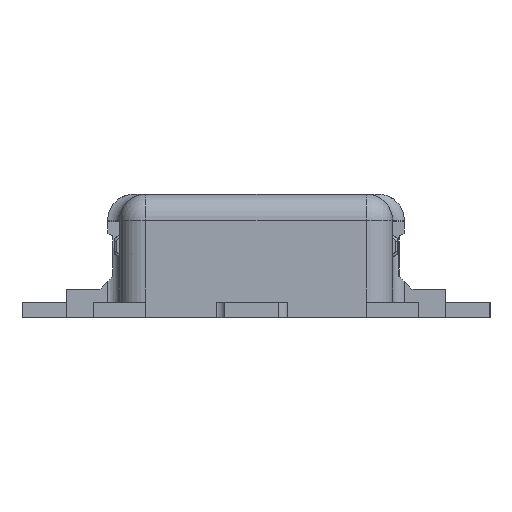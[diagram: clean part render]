
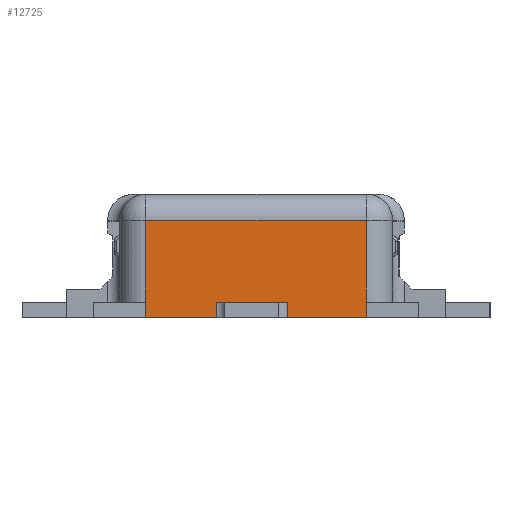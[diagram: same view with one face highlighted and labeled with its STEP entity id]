
A CAD part, left-side view. The second image highlights one B-rep face of the part: STEP entity #12725.
In plain terms, the highlighted planar face has unit normal (-1, 0, 0).
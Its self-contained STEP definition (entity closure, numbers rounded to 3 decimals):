
#3215=DIRECTION('',(0.,0.,-1.));
#3216=VECTOR('',#3215,0.315);
#3217=CARTESIAN_POINT('',(-4.13,0.425,0.375));
#3218=LINE('',#3217,#3216);
#3219=DIRECTION('',(0.,0.,-1.));
#3220=VECTOR('',#3219,0.06);
#3221=CARTESIAN_POINT('',(-4.13,-0.425,0.06));
#3222=LINE('',#3221,#3220);
#3223=DIRECTION('',(0.,1.,0.));
#3224=VECTOR('',#3223,0.305);
#3225=CARTESIAN_POINT('',(-4.13,-0.425,0.));
#3226=LINE('',#3225,#3224);
#3227=DIRECTION('',(0.,1.,0.));
#3228=VECTOR('',#3227,0.273);
#3229=CARTESIAN_POINT('',(-4.13,0.152,0.));
#3230=LINE('',#3229,#3228);
#3231=DIRECTION('',(0.,1.,0.));
#3232=VECTOR('',#3231,0.85);
#3233=CARTESIAN_POINT('',(-4.13,-0.425,0.375));
#3234=LINE('',#3233,#3232);
#3321=DIRECTION('',(0.,0.,1.));
#3322=VECTOR('',#3321,0.315);
#3323=CARTESIAN_POINT('',(-4.13,-0.425,0.06));
#3324=LINE('',#3323,#3322);
#4369=DIRECTION('',(0.,0.,-1.));
#4370=VECTOR('',#4369,0.06);
#4371=CARTESIAN_POINT('',(-4.13,-0.12,0.06));
#4372=LINE('',#4371,#4370);
#4377=DIRECTION('',(0.,0.,1.));
#4378=VECTOR('',#4377,0.06);
#4379=CARTESIAN_POINT('',(-4.13,0.152,0.));
#4380=LINE('',#4379,#4378);
#4399=DIRECTION('',(0.,-1.,0.));
#4400=VECTOR('',#4399,0.272);
#4401=CARTESIAN_POINT('',(-4.13,0.152,0.06));
#4402=LINE('',#4401,#4400);
#4403=DIRECTION('',(0.,0.,-1.));
#4404=VECTOR('',#4403,0.06);
#4405=CARTESIAN_POINT('',(-4.13,0.425,0.06));
#4406=LINE('',#4405,#4404);
#6357=CARTESIAN_POINT('',(-4.13,0.425,0.));
#6358=VERTEX_POINT('',#6357);
#6359=CARTESIAN_POINT('',(-4.13,0.152,0.));
#6360=VERTEX_POINT('',#6359);
#6365=CARTESIAN_POINT('',(-4.13,-0.12,0.));
#6366=VERTEX_POINT('',#6365);
#6367=CARTESIAN_POINT('',(-4.13,-0.425,0.));
#6368=VERTEX_POINT('',#6367);
#7341=CARTESIAN_POINT('',(-4.13,0.425,0.375));
#7342=VERTEX_POINT('',#7341);
#7343=CARTESIAN_POINT('',(-4.13,0.425,0.06));
#7344=VERTEX_POINT('',#7343);
#7345=CARTESIAN_POINT('',(-4.13,-0.425,0.375));
#7346=VERTEX_POINT('',#7345);
#7347=CARTESIAN_POINT('',(-4.13,-0.425,0.06));
#7348=VERTEX_POINT('',#7347);
#7349=CARTESIAN_POINT('',(-4.13,-0.12,0.06));
#7350=VERTEX_POINT('',#7349);
#7351=CARTESIAN_POINT('',(-4.13,0.152,0.06));
#7352=VERTEX_POINT('',#7351);
#12701=CARTESIAN_POINT('',(-4.13,0.57,0.));
#12702=DIRECTION('',(-1.,0.,0.));
#12703=DIRECTION('',(0.,-1.,0.));
#12704=AXIS2_PLACEMENT_3D('',#12701,#12702,#12703);
#12705=PLANE('',#12704);
#12706=ORIENTED_EDGE('',*,*,#12694,.F.);
#12708=ORIENTED_EDGE('',*,*,#12707,.F.);
#12710=ORIENTED_EDGE('',*,*,#12709,.F.);
#12712=ORIENTED_EDGE('',*,*,#12711,.T.);
#12713=ORIENTED_EDGE('',*,*,#8554,.T.);
#12715=ORIENTED_EDGE('',*,*,#12714,.F.);
#12717=ORIENTED_EDGE('',*,*,#12716,.F.);
#12719=ORIENTED_EDGE('',*,*,#12718,.F.);
#12720=ORIENTED_EDGE('',*,*,#8546,.T.);
#12722=ORIENTED_EDGE('',*,*,#12721,.F.);
#12723=EDGE_LOOP('',(#12706,#12708,#12710,#12712,#12713,#12715,#12717,#12719,
#12720,#12722));
#12724=FACE_OUTER_BOUND('',#12723,.F.);
#12725=ADVANCED_FACE('',(#12724),#12705,.T.);
#8546=EDGE_CURVE('',#6360,#6358,#3230,.T.);
#8554=EDGE_CURVE('',#6368,#6366,#3226,.T.);
#12694=EDGE_CURVE('',#7342,#7344,#3218,.T.);
#12707=EDGE_CURVE('',#7346,#7342,#3234,.T.);
#12709=EDGE_CURVE('',#7348,#7346,#3324,.T.);
#12711=EDGE_CURVE('',#7348,#6368,#3222,.T.);
#12714=EDGE_CURVE('',#7350,#6366,#4372,.T.);
#12716=EDGE_CURVE('',#7352,#7350,#4402,.T.);
#12718=EDGE_CURVE('',#6360,#7352,#4380,.T.);
#12721=EDGE_CURVE('',#7344,#6358,#4406,.T.);
